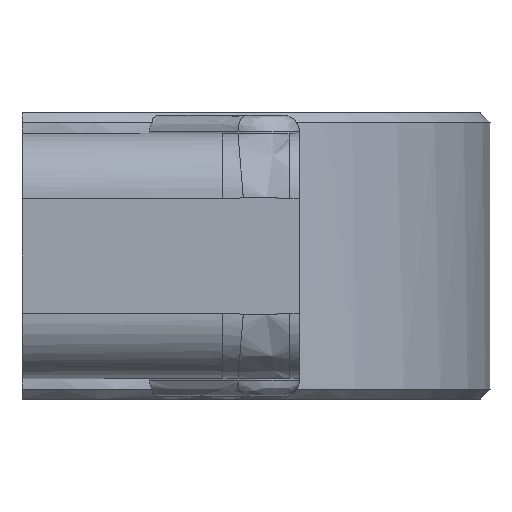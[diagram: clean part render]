
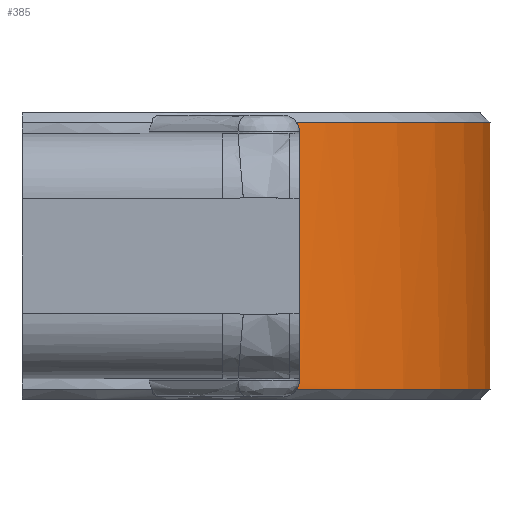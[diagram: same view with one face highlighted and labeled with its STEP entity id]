
A CAD part, left-side view. The second image highlights one B-rep face of the part: STEP entity #385.
In plain terms, the highlighted free-form (B-spline) face has degree [2, 1] with [3, 2] control points.
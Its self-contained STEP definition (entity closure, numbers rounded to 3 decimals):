
#385 = ADVANCED_FACE('',(#386),#490,.T.);
#386 = FACE_BOUND('',#387,.T.);
#387 = EDGE_LOOP('',(#388,#397,#406,#415,#423,#432,#441,#448,#457,#466,
    #474,#483));
#388 = ORIENTED_EDGE('',*,*,#389,.F.);
#389 = EDGE_CURVE('',#390,#392,#394,.T.);
#390 = VERTEX_POINT('',#391);
#391 = CARTESIAN_POINT('',(-37.556,-27.63,
    12.39));
#392 = VERTEX_POINT('',#393);
#393 = CARTESIAN_POINT('',(-37.556,-27.63,
    -12.39));
#394 = B_SPLINE_CURVE_WITH_KNOTS('',1,(#395,#396),.UNSPECIFIED.,.F.,.F.,
  (2,2),(0.,19.304),.PIECEWISE_BEZIER_KNOTS.);
#395 = CARTESIAN_POINT('',(-37.556,-27.63,
    12.39));
#396 = CARTESIAN_POINT('',(-37.556,-27.63,
    -12.39));
#397 = ORIENTED_EDGE('',*,*,#398,.F.);
#398 = EDGE_CURVE('',#399,#390,#401,.T.);
#399 = VERTEX_POINT('',#400);
#400 = CARTESIAN_POINT('',(-37.608,-27.558,
    12.867));
#401 = B_SPLINE_CURVE_WITH_KNOTS('',3,(#402,#403,#404,#405),
  .UNSPECIFIED.,.F.,.F.,(4,4),(0.5,1.),.PIECEWISE_BEZIER_KNOTS.);
#402 = CARTESIAN_POINT('',(-37.608,-27.558,
    12.867));
#403 = CARTESIAN_POINT('',(-37.573,-27.606,
    12.711));
#404 = CARTESIAN_POINT('',(-37.556,-27.63,
    12.552));
#405 = CARTESIAN_POINT('',(-37.556,-27.63,
    12.39));
#406 = ORIENTED_EDGE('',*,*,#407,.F.);
#407 = EDGE_CURVE('',#408,#399,#410,.T.);
#408 = VERTEX_POINT('',#409);
#409 = CARTESIAN_POINT('',(-37.752,-27.361,
    13.286));
#410 = B_SPLINE_CURVE_WITH_KNOTS('',3,(#411,#412,#413,#414),
  .UNSPECIFIED.,.F.,.F.,(4,4),(0.,0.5),.PIECEWISE_BEZIER_KNOTS.);
#411 = CARTESIAN_POINT('',(-37.752,-27.361,
    13.286));
#412 = CARTESIAN_POINT('',(-37.69,-27.447,
    13.156));
#413 = CARTESIAN_POINT('',(-37.642,-27.513,
    13.016));
#414 = CARTESIAN_POINT('',(-37.608,-27.558,
    12.867));
#415 = ORIENTED_EDGE('',*,*,#416,.F.);
#416 = EDGE_CURVE('',#417,#408,#419,.T.);
#417 = VERTEX_POINT('',#418);
#418 = CARTESIAN_POINT('',(37.752,-27.361,
    13.286));
#419 = ( BOUNDED_CURVE() B_SPLINE_CURVE(2,(#420,#421,#422),
.UNSPECIFIED.,.F.,.F.) B_SPLINE_CURVE_WITH_KNOTS((3,3),(0.,
1.887),.PIECEWISE_BEZIER_KNOTS.) CURVE() 
GEOMETRIC_REPRESENTATION_ITEM() RATIONAL_B_SPLINE_CURVE((1.,
0.587,1.)) REPRESENTATION_ITEM('') );
#420 = CARTESIAN_POINT('',(37.752,-27.361,
    13.286));
#421 = CARTESIAN_POINT('',(0.,-79.451,
    13.286));
#422 = CARTESIAN_POINT('',(-37.752,-27.361,
    13.286));
#423 = ORIENTED_EDGE('',*,*,#424,.F.);
#424 = EDGE_CURVE('',#425,#417,#427,.T.);
#425 = VERTEX_POINT('',#426);
#426 = CARTESIAN_POINT('',(37.608,-27.558,
    12.866));
#427 = B_SPLINE_CURVE_WITH_KNOTS('',3,(#428,#429,#430,#431),
  .UNSPECIFIED.,.F.,.F.,(4,4),(0.5,1.),.PIECEWISE_BEZIER_KNOTS.);
#428 = CARTESIAN_POINT('',(37.608,-27.558,
    12.866));
#429 = CARTESIAN_POINT('',(37.642,-27.513,
    13.016));
#430 = CARTESIAN_POINT('',(37.69,-27.447,
    13.156));
#431 = CARTESIAN_POINT('',(37.752,-27.361,
    13.286));
#432 = ORIENTED_EDGE('',*,*,#433,.F.);
#433 = EDGE_CURVE('',#434,#425,#436,.T.);
#434 = VERTEX_POINT('',#435);
#435 = CARTESIAN_POINT('',(37.556,-27.63,12.39
    ));
#436 = B_SPLINE_CURVE_WITH_KNOTS('',3,(#437,#438,#439,#440),
  .UNSPECIFIED.,.F.,.F.,(4,4),(0.,0.5),.PIECEWISE_BEZIER_KNOTS.);
#437 = CARTESIAN_POINT('',(37.556,-27.63,
    12.39));
#438 = CARTESIAN_POINT('',(37.556,-27.63,
    12.552));
#439 = CARTESIAN_POINT('',(37.573,-27.606,
    12.711));
#440 = CARTESIAN_POINT('',(37.608,-27.558,
    12.866));
#441 = ORIENTED_EDGE('',*,*,#442,.F.);
#442 = EDGE_CURVE('',#443,#434,#445,.T.);
#443 = VERTEX_POINT('',#444);
#444 = CARTESIAN_POINT('',(37.556,-27.63,
    -12.39));
#445 = B_SPLINE_CURVE_WITH_KNOTS('',1,(#446,#447),.UNSPECIFIED.,.F.,.F.,
  (2,2),(0.,19.304),.PIECEWISE_BEZIER_KNOTS.);
#446 = CARTESIAN_POINT('',(37.556,-27.63,
    -12.39));
#447 = CARTESIAN_POINT('',(37.556,-27.63,
    12.39));
#448 = ORIENTED_EDGE('',*,*,#449,.F.);
#449 = EDGE_CURVE('',#450,#443,#452,.T.);
#450 = VERTEX_POINT('',#451);
#451 = CARTESIAN_POINT('',(37.608,-27.558,
    -12.867));
#452 = B_SPLINE_CURVE_WITH_KNOTS('',3,(#453,#454,#455,#456),
  .UNSPECIFIED.,.F.,.F.,(4,4),(0.5,1.),.PIECEWISE_BEZIER_KNOTS.);
#453 = CARTESIAN_POINT('',(37.608,-27.558,
    -12.867));
#454 = CARTESIAN_POINT('',(37.573,-27.606,
    -12.711));
#455 = CARTESIAN_POINT('',(37.556,-27.63,
    -12.552));
#456 = CARTESIAN_POINT('',(37.556,-27.63,
    -12.39));
#457 = ORIENTED_EDGE('',*,*,#458,.F.);
#458 = EDGE_CURVE('',#459,#450,#461,.T.);
#459 = VERTEX_POINT('',#460);
#460 = CARTESIAN_POINT('',(37.752,-27.361,
    -13.286));
#461 = B_SPLINE_CURVE_WITH_KNOTS('',3,(#462,#463,#464,#465),
  .UNSPECIFIED.,.F.,.F.,(4,4),(0.,0.5),.PIECEWISE_BEZIER_KNOTS.);
#462 = CARTESIAN_POINT('',(37.752,-27.361,
    -13.286));
#463 = CARTESIAN_POINT('',(37.69,-27.447,
    -13.156));
#464 = CARTESIAN_POINT('',(37.642,-27.513,
    -13.016));
#465 = CARTESIAN_POINT('',(37.608,-27.558,
    -12.867));
#466 = ORIENTED_EDGE('',*,*,#467,.F.);
#467 = EDGE_CURVE('',#468,#459,#470,.T.);
#468 = VERTEX_POINT('',#469);
#469 = CARTESIAN_POINT('',(-37.752,-27.361,
    -13.286));
#470 = ( BOUNDED_CURVE() B_SPLINE_CURVE(2,(#471,#472,#473),
.UNSPECIFIED.,.F.,.F.) B_SPLINE_CURVE_WITH_KNOTS((3,3),(3.769,
5.656),.PIECEWISE_BEZIER_KNOTS.) CURVE() 
GEOMETRIC_REPRESENTATION_ITEM() RATIONAL_B_SPLINE_CURVE((1.,
0.587,1.)) REPRESENTATION_ITEM('') );
#471 = CARTESIAN_POINT('',(-37.752,-27.361,
    -13.286));
#472 = CARTESIAN_POINT('',(0.,-79.451,
    -13.286));
#473 = CARTESIAN_POINT('',(37.752,-27.361,
    -13.286));
#474 = ORIENTED_EDGE('',*,*,#475,.F.);
#475 = EDGE_CURVE('',#476,#468,#478,.T.);
#476 = VERTEX_POINT('',#477);
#477 = CARTESIAN_POINT('',(-37.608,-27.558,
    -12.866));
#478 = B_SPLINE_CURVE_WITH_KNOTS('',3,(#479,#480,#481,#482),
  .UNSPECIFIED.,.F.,.F.,(4,4),(0.5,1.),.PIECEWISE_BEZIER_KNOTS.);
#479 = CARTESIAN_POINT('',(-37.608,-27.558,
    -12.866));
#480 = CARTESIAN_POINT('',(-37.642,-27.513,
    -13.016));
#481 = CARTESIAN_POINT('',(-37.69,-27.447,
    -13.156));
#482 = CARTESIAN_POINT('',(-37.752,-27.361,
    -13.286));
#483 = ORIENTED_EDGE('',*,*,#484,.F.);
#484 = EDGE_CURVE('',#392,#476,#485,.T.);
#485 = B_SPLINE_CURVE_WITH_KNOTS('',3,(#486,#487,#488,#489),
  .UNSPECIFIED.,.F.,.F.,(4,4),(0.,0.5),.PIECEWISE_BEZIER_KNOTS.);
#486 = CARTESIAN_POINT('',(-37.556,-27.63,
    -12.39));
#487 = CARTESIAN_POINT('',(-37.556,-27.63,
    -12.552));
#488 = CARTESIAN_POINT('',(-37.573,-27.606,
    -12.711));
#489 = CARTESIAN_POINT('',(-37.608,-27.558,
    -12.866));
#490 = ( BOUNDED_SURFACE() B_SPLINE_SURFACE(2,1,(
    (#491,#492)
    ,(#493,#494)
,(#495,#496
    )),.UNSPECIFIED.,.F.,.F.,.F.) B_SPLINE_SURFACE_WITH_KNOTS((3,3),(2,2
    ),(0.627,2.514),(0.,20.701),
.PIECEWISE_BEZIER_KNOTS.) GEOMETRIC_REPRESENTATION_ITEM() 
RATIONAL_B_SPLINE_SURFACE((
    (1.,1.)
    ,(0.587,0.587)
,(1.,1.))) REPRESENTATION_ITEM('') SURFACE() );
#491 = CARTESIAN_POINT('',(37.752,-27.361,
    -13.286));
#492 = CARTESIAN_POINT('',(37.752,-27.361,
    13.286));
#493 = CARTESIAN_POINT('',(0.,-79.451,
    -13.286));
#494 = CARTESIAN_POINT('',(0.,-79.451,
    13.286));
#495 = CARTESIAN_POINT('',(-37.752,-27.361,
    -13.286));
#496 = CARTESIAN_POINT('',(-37.752,-27.361,
    13.286));
